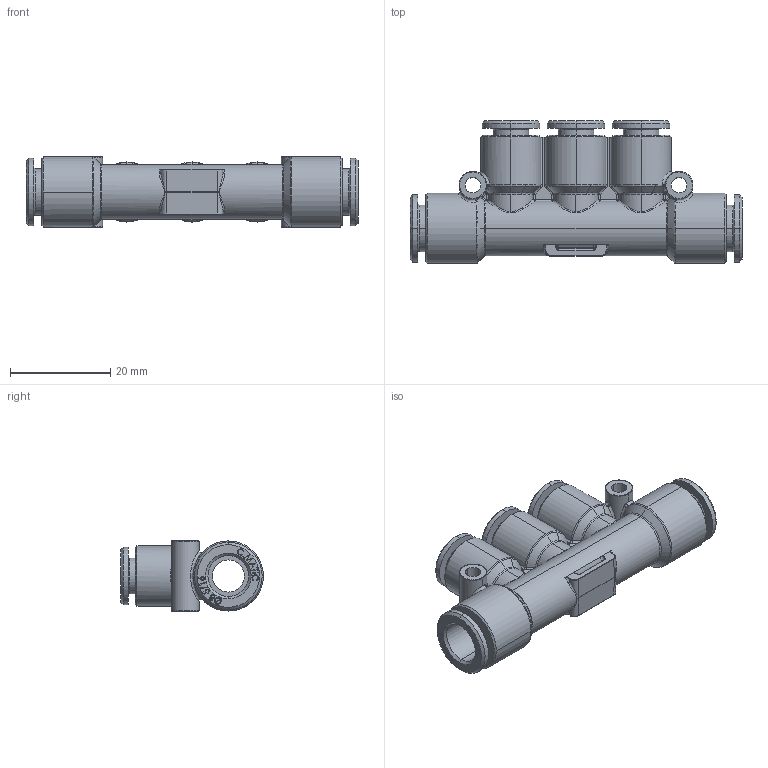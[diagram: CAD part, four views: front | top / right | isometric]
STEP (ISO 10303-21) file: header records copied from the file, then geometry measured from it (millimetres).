
FILE_DESCRIPTION(( 'RT.36.08.06.STEP' ), '1');
FILE_NAME( 'RT.36.08.06.STEP', '2018-10-09T11:19:12',( 'Sopra'),('sopra-pneumatic.com'), 'SwSTEP 2.0','SolidWorks 2009','' );
FILE_SCHEMA (( 'CONFIG_CONTROL_DESIGN' ));
Length unit declared in the file: millimetre
Products named in the file (1): B0263040
Bounding box: 66.3 x 28.5 x 14 mm (x, y, z)
Volume: 8566.1 mm3; surface area: 8409 mm2
Topology: 1 solids, 1 shells, 580 faces, 1390 edges, 839 vertices
Faces by surface type: bspline 260, plane 135, cylinder 117, cone 68
Entity records: 29685 total; most frequent: CARTESIAN_POINT 17849, ORIENTED_EDGE 2762, DIRECTION 1894, EDGE_CURVE 1381, VERTEX_POINT 839, AXIS2_PLACEMENT_3D 691, EDGE_LOOP 628, FACE_OUTER_BOUND 580
